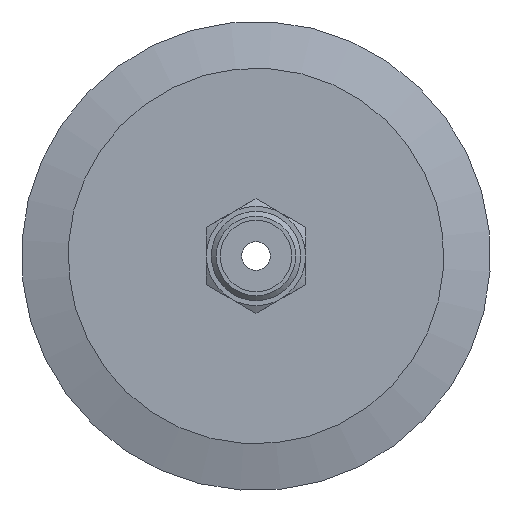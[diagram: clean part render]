
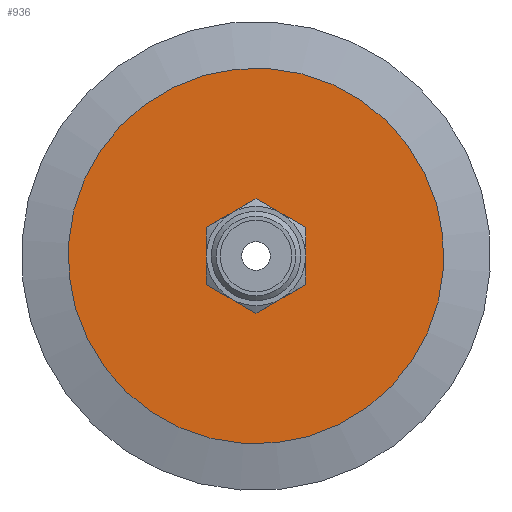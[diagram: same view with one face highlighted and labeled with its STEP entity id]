
A CAD part, front view. The second image highlights one B-rep face of the part: STEP entity #936.
In plain terms, the highlighted face is planar.
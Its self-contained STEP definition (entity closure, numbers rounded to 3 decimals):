
#160=FACE_BOUND('',#277,.T.);
#178=PLANE('',#1188);
#212=FACE_OUTER_BOUND('',#276,.T.);
#276=EDGE_LOOP('',(#715,#716));
#277=EDGE_LOOP('',(#717));
#395=CIRCLE('',#1178,6.35);
#401=CIRCLE('',#1186,30.036);
#402=CIRCLE('',#1187,30.036);
#466=VERTEX_POINT('',#1667);
#472=VERTEX_POINT('',#1683);
#473=VERTEX_POINT('',#1684);
#556=EDGE_CURVE('',#466,#466,#395,.T.);
#564=EDGE_CURVE('',#472,#473,#401,.T.);
#565=EDGE_CURVE('',#473,#472,#402,.T.);
#715=ORIENTED_EDGE('',*,*,#564,.T.);
#716=ORIENTED_EDGE('',*,*,#565,.T.);
#717=ORIENTED_EDGE('',*,*,#556,.T.);
#936=ADVANCED_FACE('',(#212,#160),#178,.T.);
#1178=AXIS2_PLACEMENT_3D('',#1668,#1371,#1372);
#1186=AXIS2_PLACEMENT_3D('',#1685,#1389,#1390);
#1187=AXIS2_PLACEMENT_3D('',#1686,#1391,#1392);
#1188=AXIS2_PLACEMENT_3D('',#1688,#1394,#1395);
#1371=DIRECTION('center_axis',(0.,-1.,0.));
#1372=DIRECTION('ref_axis',(-1.,0.,0.));
#1389=DIRECTION('center_axis',(0.,1.,0.));
#1390=DIRECTION('ref_axis',(1.,0.,0.));
#1391=DIRECTION('center_axis',(0.,1.,0.));
#1392=DIRECTION('ref_axis',(1.,0.,0.));
#1394=DIRECTION('center_axis',(0.,1.,0.));
#1395=DIRECTION('ref_axis',(0.,0.,
1.));
#1667=CARTESIAN_POINT('',(6.35,5.,0.));
#1668=CARTESIAN_POINT('Origin',(0.,5.,0.));
#1683=CARTESIAN_POINT('',(-30.036,5.,0.));
#1684=CARTESIAN_POINT('',(30.036,5.,0.));
#1685=CARTESIAN_POINT('Origin',(0.,5.,0.));
#1686=CARTESIAN_POINT('Origin',(0.,5.,0.));
#1688=CARTESIAN_POINT('Origin',(0.,5.,0.));
